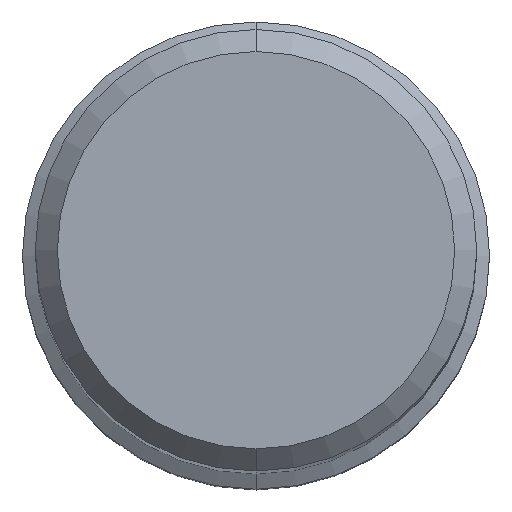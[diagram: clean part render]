
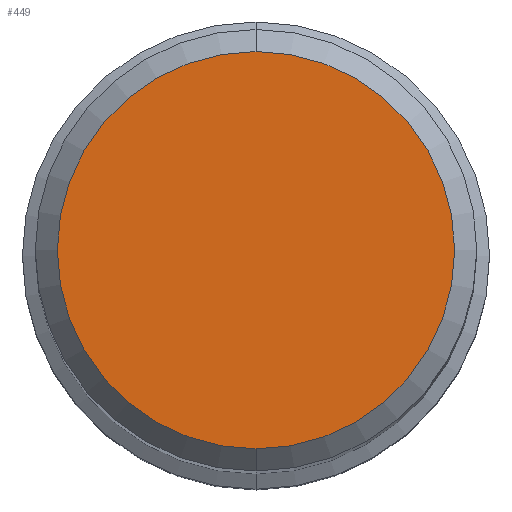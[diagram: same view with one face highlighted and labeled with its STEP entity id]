
A CAD part, top view. The second image highlights one B-rep face of the part: STEP entity #449.
In plain terms, the highlighted planar face has unit normal (0, 0, 1).
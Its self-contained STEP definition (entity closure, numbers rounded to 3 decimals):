
#311=VERTEX_POINT('',#709);
#415=EDGE_CURVE('',#311,#581,#821,.T.);
#449=ADVANCED_FACE('',(#861),#862,.T.);
#509=EDGE_CURVE('',#581,#311,#925,.T.);
#581=VERTEX_POINT('',#1009);
#709=CARTESIAN_POINT('',(0.,-5.4,0.0));
#821=CIRCLE('',#1486,5.4);
#861=FACE_OUTER_BOUND('',#1538,.T.);
#862=PLANE('',#1539);
#925=CIRCLE('',#1652,5.4);
#1009=CARTESIAN_POINT('',(0.0,5.4,0.0));
#1486=AXIS2_PLACEMENT_3D('',#2067,#2068,#2069);
#1538=EDGE_LOOP('',(#2131,#2132));
#1539=AXIS2_PLACEMENT_3D('',#2133,#2134,#2135);
#1652=AXIS2_PLACEMENT_3D('',#2182,#2183,#2184);
#2067=CARTESIAN_POINT('',(0.0,0.0,0.0));
#2068=DIRECTION('',(0.0,0.0,-1.0));
#2069=DIRECTION('',(0.0,1.0,0.0));
#2131=ORIENTED_EDGE('',*,*,#509,.F.);
#2132=ORIENTED_EDGE('',*,*,#415,.F.);
#2133=CARTESIAN_POINT('',(0.0,2.7,0.0));
#2134=DIRECTION('',(-0.0,0.0,1.0));
#2135=DIRECTION('',(0.0,-1.0,0.0));
#2182=CARTESIAN_POINT('',(0.0,0.0,0.0));
#2183=DIRECTION('',(0.0,0.0,-1.0));
#2184=DIRECTION('',(0.0,1.0,0.0));
